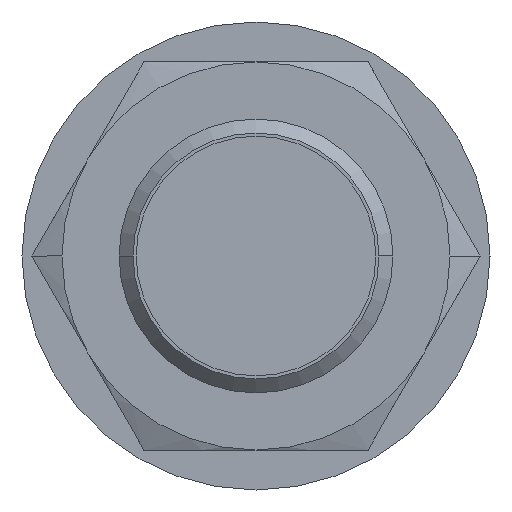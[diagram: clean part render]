
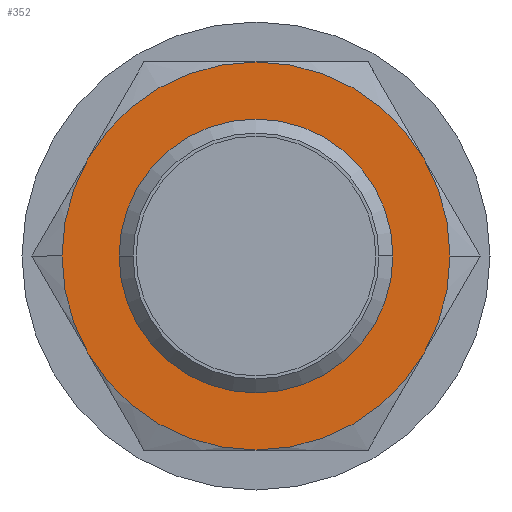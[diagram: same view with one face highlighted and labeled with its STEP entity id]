
A CAD part, left-side view. The second image highlights one B-rep face of the part: STEP entity #352.
In plain terms, the highlighted planar face has unit normal (-1, 0, 0).
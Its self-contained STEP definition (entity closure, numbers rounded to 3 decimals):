
#352 = ADVANCED_FACE( '', ( #649, #650 ), #651, .T. );
#649 = FACE_BOUND( '', #1070, .T. );
#650 = FACE_OUTER_BOUND( '', #1071, .T. );
#651 = PLANE( '', #1072 );
#1070 = EDGE_LOOP( '', ( #1906, #1907 ) );
#1071 = EDGE_LOOP( '', ( #1908, #1909, #1910, #1911, #1912, #1913, #1914, #1915 ) );
#1072 = AXIS2_PLACEMENT_3D( '', #1916, #1917, #1918 );
#1906 = ORIENTED_EDGE( '', *, *, #3042, .T. );
#1907 = ORIENTED_EDGE( '', *, *, #3030, .T. );
#1908 = ORIENTED_EDGE( '', *, *, #3074, .T. );
#1909 = ORIENTED_EDGE( '', *, *, #3025, .T. );
#1910 = ORIENTED_EDGE( '', *, *, #3069, .T. );
#1911 = ORIENTED_EDGE( '', *, *, #3070, .T. );
#1912 = ORIENTED_EDGE( '', *, *, #3027, .T. );
#1913 = ORIENTED_EDGE( '', *, *, #3071, .T. );
#1914 = ORIENTED_EDGE( '', *, *, #3072, .T. );
#1915 = ORIENTED_EDGE( '', *, *, #3073, .T. );
#1916 = CARTESIAN_POINT( '', ( 12., 4.25, 0. ) );
#1917 = DIRECTION( '', ( -1., 0., 0. ) );
#1918 = DIRECTION( '', ( 0., 1., 0. ) );
#3025 = EDGE_CURVE( '', #3591, #3593, #3595, .T. );
#3027 = EDGE_CURVE( '', #3599, #3596, #3600, .T. );
#3030 = EDGE_CURVE( '', #3605, #3602, #3606, .T. );
#3042 = EDGE_CURVE( '', #3602, #3605, #3623, .T. );
#3069 = EDGE_CURVE( '', #3593, #3655, #3666, .T. );
#3070 = EDGE_CURVE( '', #3655, #3599, #3667, .T. );
#3071 = EDGE_CURVE( '', #3596, #3624, #3668, .T. );
#3072 = EDGE_CURVE( '', #3624, #3644, #3669, .T. );
#3073 = EDGE_CURVE( '', #3644, #3635, #3670, .T. );
#3074 = EDGE_CURVE( '', #3635, #3591, #3671, .T. );
#3591 = VERTEX_POINT( '', #4526 );
#3593 = VERTEX_POINT( '', #4529 );
#3595 = CIRCLE( '', #4540, 8.5 );
#3596 = VERTEX_POINT( '', #4541 );
#3599 = VERTEX_POINT( '', #4545 );
#3600 = CIRCLE( '', #4546, 8.5 );
#3602 = VERTEX_POINT( '', #4557 );
#3605 = VERTEX_POINT( '', #4561 );
#3606 = CIRCLE( '', #4562, 6. );
#3623 = CIRCLE( '', #4584, 6. );
#3624 = VERTEX_POINT( '', #4585 );
#3635 = VERTEX_POINT( '', #4634 );
#3644 = VERTEX_POINT( '', #4681 );
#3655 = VERTEX_POINT( '', #4747 );
#3666 = CIRCLE( '', #4813, 8.5 );
#3667 = CIRCLE( '', #4814, 8.5 );
#3668 = CIRCLE( '', #4815, 8.5 );
#3669 = CIRCLE( '', #4816, 8.5 );
#3670 = CIRCLE( '', #4817, 8.5 );
#3671 = CIRCLE( '', #4818, 8.5 );
#4526 = CARTESIAN_POINT( '', ( 12., 8.5, 0. ) );
#4529 = CARTESIAN_POINT( '', ( 12., 7.361, -4.25 ) );
#4540 = AXIS2_PLACEMENT_3D( '', #5983, #5984, #5985 );
#4541 = CARTESIAN_POINT( '', ( 12., -8.5, 0. ) );
#4545 = CARTESIAN_POINT( '', ( 12., -7.361, -4.25 ) );
#4546 = AXIS2_PLACEMENT_3D( '', #5987, #5988, #5989 );
#4557 = CARTESIAN_POINT( '', ( 12., 6., 0. ) );
#4561 = CARTESIAN_POINT( '', ( 12., -6., 0. ) );
#4562 = AXIS2_PLACEMENT_3D( '', #5991, #5992, #5993 );
#4584 = AXIS2_PLACEMENT_3D( '', #6017, #6018, #6019 );
#4585 = CARTESIAN_POINT( '', ( 12., -7.361, 4.25 ) );
#4634 = CARTESIAN_POINT( '', ( 12., 7.361, 4.25 ) );
#4681 = CARTESIAN_POINT( '', ( 12., 0., 8.5 ) );
#4747 = CARTESIAN_POINT( '', ( 12., 0., -8.5 ) );
#4813 = AXIS2_PLACEMENT_3D( '', #6026, #6027, #6028 );
#4814 = AXIS2_PLACEMENT_3D( '', #6029, #6030, #6031 );
#4815 = AXIS2_PLACEMENT_3D( '', #6032, #6033, #6034 );
#4816 = AXIS2_PLACEMENT_3D( '', #6035, #6036, #6037 );
#4817 = AXIS2_PLACEMENT_3D( '', #6038, #6039, #6040 );
#4818 = AXIS2_PLACEMENT_3D( '', #6041, #6042, #6043 );
#5983 = CARTESIAN_POINT( '', ( 12., 0., 0. ) );
#5984 = DIRECTION( '', ( -1., 0., 0. ) );
#5985 = DIRECTION( '', ( 0., 1., 0. ) );
#5987 = CARTESIAN_POINT( '', ( 12., 0., 0. ) );
#5988 = DIRECTION( '', ( -1., 0., 0. ) );
#5989 = DIRECTION( '', ( 0., 1., 0. ) );
#5991 = CARTESIAN_POINT( '', ( 12., 0., 0. ) );
#5992 = DIRECTION( '', ( 1., 0., 0. ) );
#5993 = DIRECTION( '', ( 0., 1., 0. ) );
#6017 = CARTESIAN_POINT( '', ( 12., 0., 0. ) );
#6018 = DIRECTION( '', ( 1., 0., 0. ) );
#6019 = DIRECTION( '', ( 0., 1., 0. ) );
#6026 = CARTESIAN_POINT( '', ( 12., 0., 0. ) );
#6027 = DIRECTION( '', ( -1., 0., 0. ) );
#6028 = DIRECTION( '', ( 0., 1., 0. ) );
#6029 = CARTESIAN_POINT( '', ( 12., 0., 0. ) );
#6030 = DIRECTION( '', ( -1., 0., 0. ) );
#6031 = DIRECTION( '', ( 0., 1., 0. ) );
#6032 = CARTESIAN_POINT( '', ( 12., 0., 0. ) );
#6033 = DIRECTION( '', ( -1., 0., 0. ) );
#6034 = DIRECTION( '', ( 0., 1., 0. ) );
#6035 = CARTESIAN_POINT( '', ( 12., 0., 0. ) );
#6036 = DIRECTION( '', ( -1., 0., 0. ) );
#6037 = DIRECTION( '', ( 0., 1., 0. ) );
#6038 = CARTESIAN_POINT( '', ( 12., 0., 0. ) );
#6039 = DIRECTION( '', ( -1., 0., 0. ) );
#6040 = DIRECTION( '', ( 0., 1., 0. ) );
#6041 = CARTESIAN_POINT( '', ( 12., 0., 0. ) );
#6042 = DIRECTION( '', ( -1., 0., 0. ) );
#6043 = DIRECTION( '', ( 0., 1., 0. ) );
